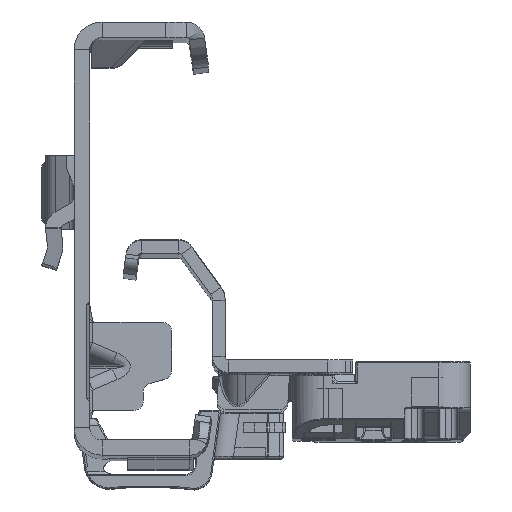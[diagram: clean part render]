
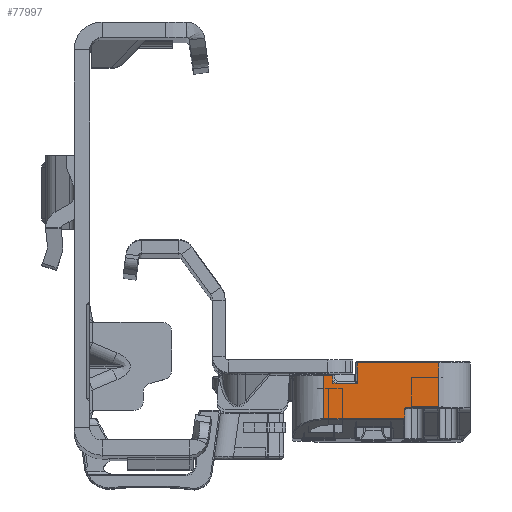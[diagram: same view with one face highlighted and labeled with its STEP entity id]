
A CAD part, top view. The second image highlights one B-rep face of the part: STEP entity #77997.
In plain terms, the highlighted face is planar.
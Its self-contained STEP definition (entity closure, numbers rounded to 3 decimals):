
#1563 = ORIENTED_EDGE ( 'NONE', *, *, #43737, .F. ) ;
#2220 = CARTESIAN_POINT ( 'NONE',  ( -8.3, -5., -284.5 ) ) ;
#2274 = ORIENTED_EDGE ( 'NONE', *, *, #25956, .T. ) ;
#2864 = VECTOR ( 'NONE', #11664, 1000. ) ;
#3383 = FACE_OUTER_BOUND ( 'NONE', #117523, .T. ) ;
#3444 = ORIENTED_EDGE ( 'NONE', *, *, #108155, .T. ) ;
#4051 = LINE ( 'NONE', #32606, #20828 ) ;
#4474 = CARTESIAN_POINT ( 'NONE',  ( -8.3, -6.669, -284.5 ) ) ;
#6384 = EDGE_CURVE ( 'NONE', #110736, #54214, #8036, .T. ) ;
#7692 = CARTESIAN_POINT ( 'NONE',  ( -0.7, 2.1, -284.5 ) ) ;
#8036 =( BOUNDED_CURVE ( )  B_SPLINE_CURVE ( 3, ( #43001, #31951, #13114, #100889 ),
 .UNSPECIFIED., .F., .T. ) 
 B_SPLINE_CURVE_WITH_KNOTS ( ( 4, 4 ),
 ( 1.047, 1.571 ),
 .UNSPECIFIED. ) 
 CURVE ( )  GEOMETRIC_REPRESENTATION_ITEM ( )  RATIONAL_B_SPLINE_CURVE ( ( 1., 0.977, 0.977, 1. ) ) 
 REPRESENTATION_ITEM ( '' )  );
#11664 = DIRECTION ( 'NONE',  ( 0., 1., 0. ) ) ;
#12113 = AXIS2_PLACEMENT_3D ( 'NONE', #22876, #22220, #82048 ) ;
#13054 = DIRECTION ( 'NONE',  ( 0., -1., 0. ) ) ;
#13114 = CARTESIAN_POINT ( 'NONE',  ( -8.3, -6.71, -284.5 ) ) ;
#13317 = VECTOR ( 'NONE', #15471, 1000. ) ;
#13383 = DIRECTION ( 'NONE',  ( -1., 0., 0. ) ) ;
#15160 = CARTESIAN_POINT ( 'NONE',  ( -0.75, -1.15, -284.5 ) ) ;
#15471 = DIRECTION ( 'NONE',  ( 0., 1., 0. ) ) ;
#16829 = CARTESIAN_POINT ( 'NONE',  ( 3.15, -1.15, -284.5 ) ) ;
#20828 = VECTOR ( 'NONE', #113924, 1000. ) ;
#21110 = DIRECTION ( 'NONE',  ( 1., 0., 0. ) ) ;
#22220 = DIRECTION ( 'NONE',  ( 0., 0., 1. ) ) ;
#22876 = CARTESIAN_POINT ( 'NONE',  ( 19.8, 2.6, -284.5 ) ) ;
#23771 = LINE ( 'NONE', #94637, #64954 ) ;
#25956 = EDGE_CURVE ( 'NONE', #33741, #83880, #113287, .T. ) ;
#27828 = CARTESIAN_POINT ( 'NONE',  ( -13.7, -5., -284.5 ) ) ;
#28450 = LINE ( 'NONE', #7692, #94120 ) ;
#30432 = VERTEX_POINT ( 'NONE', #84074 ) ;
#31492 = CARTESIAN_POINT ( 'NONE',  ( -8.5, -5.2, -284.5 ) ) ;
#31604 = AXIS2_PLACEMENT_3D ( 'NONE', #31492, #122524, #21110 ) ;
#31951 = CARTESIAN_POINT ( 'NONE',  ( -8.291, -6.749, -284.5 ) ) ;
#32606 = CARTESIAN_POINT ( 'NONE',  ( -8.3, 0., -284.5 ) ) ;
#33056 = LINE ( 'NONE', #44151, #38693 ) ;
#33741 = VERTEX_POINT ( 'NONE', #15160 ) ;
#33821 = CARTESIAN_POINT ( 'NONE',  ( -0.75, -0.9, -284.5 ) ) ;
#34016 = EDGE_CURVE ( 'NONE', #46765, #33741, #112529, .T. ) ;
#36884 = CARTESIAN_POINT ( 'NONE',  ( 3.15, 0.1, -284.5 ) ) ;
#38693 = VECTOR ( 'NONE', #72757, 1000. ) ;
#42194 = ORIENTED_EDGE ( 'NONE', *, *, #34016, .T. ) ;
#43001 = CARTESIAN_POINT ( 'NONE',  ( -8.273, -6.785, -284.5 ) ) ;
#43737 = EDGE_CURVE ( 'NONE', #105603, #54214, #4051, .T. ) ;
#44090 = CARTESIAN_POINT ( 'NONE',  ( 4.6, 0.1, -284.5 ) ) ;
#44151 = CARTESIAN_POINT ( 'NONE',  ( 4.6, -242.444, -284.5 ) ) ;
#46532 = VERTEX_POINT ( 'NONE', #44090 ) ;
#46765 = VERTEX_POINT ( 'NONE', #100463 ) ;
#46770 = VECTOR ( 'NONE', #111424, 1000. ) ;
#47986 = DIRECTION ( 'NONE',  ( 1., 0., 0. ) ) ;
#48307 = EDGE_CURVE ( 'NONE', #79380, #46532, #68775, .T. ) ;
#50063 = LINE ( 'NONE', #90972, #2864 ) ;
#53145 = ORIENTED_EDGE ( 'NONE', *, *, #119638, .T. ) ;
#53452 = PLANE ( 'NONE',  #12113 ) ;
#54214 = VERTEX_POINT ( 'NONE', #4474 ) ;
#54471 = VECTOR ( 'NONE', #65808, 1000. ) ;
#57718 = ORIENTED_EDGE ( 'NONE', *, *, #69553, .T. ) ;
#59385 = CARTESIAN_POINT ( 'NONE',  ( -8.3, -5.2, -284.5 ) ) ;
#60861 = VERTEX_POINT ( 'NONE', #77847 ) ;
#61799 = CARTESIAN_POINT ( 'NONE',  ( 3.15, 0.1, -284.5 ) ) ;
#64954 = VECTOR ( 'NONE', #13383, 1000. ) ;
#65808 = DIRECTION ( 'NONE',  ( 1., 0., 0. ) ) ;
#68138 = DIRECTION ( 'NONE',  ( 1., 0., 0. ) ) ;
#68156 = ORIENTED_EDGE ( 'NONE', *, *, #73083, .T. ) ;
#68775 = LINE ( 'NONE', #88287, #78973 ) ;
#69553 = EDGE_CURVE ( 'NONE', #105603, #60861, #91816, .T. ) ;
#72757 = DIRECTION ( 'NONE',  ( 0., 1., 0. ) ) ;
#73083 = EDGE_CURVE ( 'NONE', #83880, #79380, #105177, .T. ) ;
#75686 = EDGE_CURVE ( 'NONE', #30432, #46532, #33056, .T. ) ;
#75771 = VERTEX_POINT ( 'NONE', #75989 ) ;
#75989 = CARTESIAN_POINT ( 'NONE',  ( -13.7, 2.1, -284.5 ) ) ;
#77847 = CARTESIAN_POINT ( 'NONE',  ( -8.5, -5., -284.5 ) ) ;
#77997 = ADVANCED_FACE ( 'NONE', ( #3383 ), #53452, .F. ) ;
#78973 = VECTOR ( 'NONE', #47986, 1000. ) ;
#79380 = VERTEX_POINT ( 'NONE', #61799 ) ;
#79633 = LINE ( 'NONE', #2220, #46770 ) ;
#80473 = ORIENTED_EDGE ( 'NONE', *, *, #109454, .F. ) ;
#82048 = DIRECTION ( 'NONE',  ( 1., 0., 0. ) ) ;
#83880 = VERTEX_POINT ( 'NONE', #16829 ) ;
#84074 = CARTESIAN_POINT ( 'NONE',  ( 4.6, -6.785, -284.5 ) ) ;
#86006 = CARTESIAN_POINT ( 'NONE',  ( -8.273, -6.785, -284.5 ) ) ;
#88287 = CARTESIAN_POINT ( 'NONE',  ( 4.6, 0.1, -284.5 ) ) ;
#90359 = EDGE_CURVE ( 'NONE', #103646, #75771, #50063, .T. ) ;
#90972 = CARTESIAN_POINT ( 'NONE',  ( -13.7, 2., -284.5 ) ) ;
#91816 = CIRCLE ( 'NONE', #31604, 0.2 ) ;
#94120 = VECTOR ( 'NONE', #68138, 1000. ) ;
#94637 = CARTESIAN_POINT ( 'NONE',  ( -8.3, -6.785, -284.5 ) ) ;
#100463 = CARTESIAN_POINT ( 'NONE',  ( -0.75, 2.1, -284.5 ) ) ;
#100889 = CARTESIAN_POINT ( 'NONE',  ( -8.3, -6.669, -284.5 ) ) ;
#103646 = VERTEX_POINT ( 'NONE', #27828 ) ;
#105177 = LINE ( 'NONE', #36884, #13317 ) ;
#105603 = VERTEX_POINT ( 'NONE', #59385 ) ;
#108155 = EDGE_CURVE ( 'NONE', #30432, #110736, #23771, .T. ) ;
#109454 = EDGE_CURVE ( 'NONE', #103646, #60861, #79633, .T. ) ;
#110282 = ORIENTED_EDGE ( 'NONE', *, *, #48307, .T. ) ;
#110736 = VERTEX_POINT ( 'NONE', #86006 ) ;
#111424 = DIRECTION ( 'NONE',  ( 1., 0., 0. ) ) ;
#112529 = LINE ( 'NONE', #33821, #122257 ) ;
#113287 = LINE ( 'NONE', #115215, #54471 ) ;
#113924 = DIRECTION ( 'NONE',  ( 0., -1., 0. ) ) ;
#114899 = ORIENTED_EDGE ( 'NONE', *, *, #75686, .F. ) ;
#115215 = CARTESIAN_POINT ( 'NONE',  ( 19.8, -1.15, -284.5 ) ) ;
#117523 = EDGE_LOOP ( 'NONE', ( #2274, #68156, #110282, #114899, #3444, #123027, #1563, #57718, #80473, #125228, #53145, #42194 ) ) ;
#119638 = EDGE_CURVE ( 'NONE', #75771, #46765, #28450, .T. ) ;
#122257 = VECTOR ( 'NONE', #13054, 1000. ) ;
#122524 = DIRECTION ( 'NONE',  ( 0., 0., 1. ) ) ;
#123027 = ORIENTED_EDGE ( 'NONE', *, *, #6384, .T. ) ;
#125228 = ORIENTED_EDGE ( 'NONE', *, *, #90359, .T. ) ;
